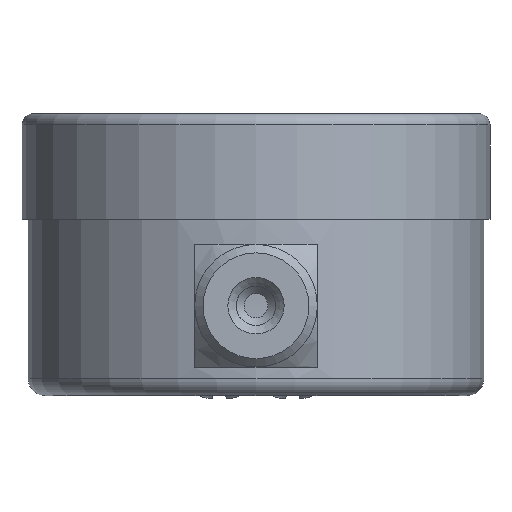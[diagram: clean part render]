
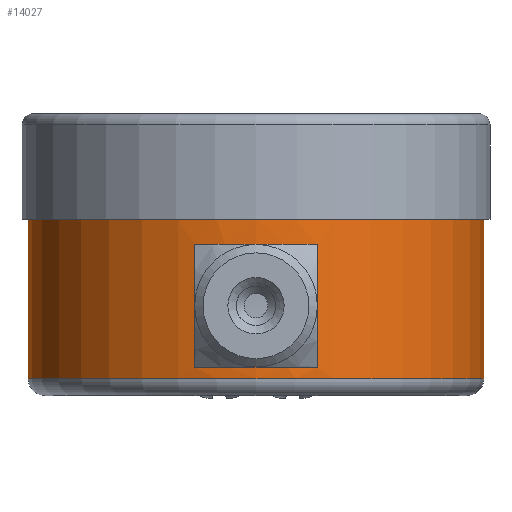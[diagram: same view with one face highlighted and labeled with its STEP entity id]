
A CAD part, front view. The second image highlights one B-rep face of the part: STEP entity #14027.
In plain terms, the highlighted cylindrical face has radius 20.536 mm (diameter 41.072 mm), a full revolution.
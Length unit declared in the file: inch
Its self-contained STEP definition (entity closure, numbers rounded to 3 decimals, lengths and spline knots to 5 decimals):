
#49 = EDGE_CURVE ( 'NONE', #141, #16095, #3216, .T. ) ;
#141 = VERTEX_POINT ( 'NONE', #11871 ) ;
#249 = FACE_OUTER_BOUND ( 'NONE', #9141, .T. ) ;
#308 = CARTESIAN_POINT ( 'NONE',  ( -0.2175, -0.7787, -0.899 ) ) ;
#1557 = VERTEX_POINT ( 'NONE', #7085 ) ;
#1828 = CARTESIAN_POINT ( 'NONE',  ( -0.2175, -0.7787, -0.464 ) ) ;
#1998 = CIRCLE ( 'NONE', #14500, 0.8085 ) ;
#2065 = ORIENTED_EDGE ( 'NONE', *, *, #49, .F. ) ;
#2277 = CARTESIAN_POINT ( 'NONE',  ( 0., 0., -0.375 ) ) ;
#2281 = DIRECTION ( 'NONE',  ( -1., 0., 0. ) ) ;
#2294 = EDGE_LOOP ( 'NONE', ( #13294, #8801, #7492, #2065 ) ) ;
#3216 = CIRCLE ( 'NONE', #5523, 0.8085 ) ;
#3992 = DIRECTION ( 'NONE',  ( 0., 0., -1. ) ) ;
#4156 = CARTESIAN_POINT ( 'NONE',  ( 0.2175, -0.7787, -1. ) ) ;
#4334 = DIRECTION ( 'NONE',  ( 0., 0., 1. ) ) ;
#4932 = CARTESIAN_POINT ( 'NONE',  ( 0., 0., -0.899 ) ) ;
#5240 = ORIENTED_EDGE ( 'NONE', *, *, #14806, .T. ) ;
#5523 = AXIS2_PLACEMENT_3D ( 'NONE', #11535, #8621, #11709 ) ;
#5625 = DIRECTION ( 'NONE',  ( 1., 0., 0. ) ) ;
#5866 = VECTOR ( 'NONE', #3992, 39.37008 ) ;
#5882 = CARTESIAN_POINT ( 'NONE',  ( 0., 0., -1. ) ) ;
#6540 = CARTESIAN_POINT ( 'NONE',  ( -0.2175, -0.7787, -1. ) ) ;
#6867 = FACE_BOUND ( 'NONE', #2294, .T. ) ;
#7085 = CARTESIAN_POINT ( 'NONE',  ( 0.8085, 0., -0.94 ) ) ;
#7492 = ORIENTED_EDGE ( 'NONE', *, *, #9877, .F. ) ;
#8386 = AXIS2_PLACEMENT_3D ( 'NONE', #16563, #11104, #5625 ) ;
#8621 = DIRECTION ( 'NONE',  ( 0., 0., -1. ) ) ;
#8789 = AXIS2_PLACEMENT_3D ( 'NONE', #4932, #11849, #2281 ) ;
#8790 = ORIENTED_EDGE ( 'NONE', *, *, #14967, .T. ) ;
#8801 = ORIENTED_EDGE ( 'NONE', *, *, #9743, .F. ) ;
#9141 = EDGE_LOOP ( 'NONE', ( #5240 ) ) ;
#9364 = EDGE_CURVE ( 'NONE', #16397, #141, #16636, .T. ) ;
#9594 = VERTEX_POINT ( 'NONE', #308 ) ;
#9676 = LINE ( 'NONE', #6540, #5866 ) ;
#9732 = CYLINDRICAL_SURFACE ( 'NONE', #12517, 0.8085 ) ;
#9743 = EDGE_CURVE ( 'NONE', #9594, #16397, #16616, .T. ) ;
#9877 = EDGE_CURVE ( 'NONE', #16095, #9594, #9676, .T. ) ;
#9881 = EDGE_LOOP ( 'NONE', ( #8790 ) ) ;
#11104 = DIRECTION ( 'NONE',  ( 0., 0., 1. ) ) ;
#11268 = DIRECTION ( 'NONE',  ( 0., 0., 1. ) ) ;
#11462 = DIRECTION ( 'NONE',  ( 1., 0., 0. ) ) ;
#11535 = CARTESIAN_POINT ( 'NONE',  ( 0., 0., -0.464 ) ) ;
#11709 = DIRECTION ( 'NONE',  ( 1., 0., 0. ) ) ;
#11849 = DIRECTION ( 'NONE',  ( 0., 0., 1. ) ) ;
#11871 = CARTESIAN_POINT ( 'NONE',  ( 0.2175, -0.7787, -0.464 ) ) ;
#12241 = VECTOR ( 'NONE', #4334, 39.37008 ) ;
#12282 = VERTEX_POINT ( 'NONE', #17833 ) ;
#12422 = FACE_OUTER_BOUND ( 'NONE', #9881, .T. ) ;
#12517 = AXIS2_PLACEMENT_3D ( 'NONE', #5882, #11268, #11462 ) ;
#13294 = ORIENTED_EDGE ( 'NONE', *, *, #9364, .F. ) ;
#13383 = DIRECTION ( 'NONE',  ( 1., 0., 0. ) ) ;
#14027 = ADVANCED_FACE ( 'NONE', ( #6867, #12422, #249 ), #9732, .T. ) ;
#14278 = CARTESIAN_POINT ( 'NONE',  ( 0.2175, -0.7787, -0.899 ) ) ;
#14500 = AXIS2_PLACEMENT_3D ( 'NONE', #2277, #17483, #13383 ) ;
#14806 = EDGE_CURVE ( 'NONE', #12282, #12282, #1998, .T. ) ;
#14967 = EDGE_CURVE ( 'NONE', #1557, #1557, #16231, .T. ) ;
#16095 = VERTEX_POINT ( 'NONE', #1828 ) ;
#16231 = CIRCLE ( 'NONE', #8386, 0.8085 ) ;
#16397 = VERTEX_POINT ( 'NONE', #14278 ) ;
#16563 = CARTESIAN_POINT ( 'NONE',  ( 0., 0., -0.94 ) ) ;
#16616 = CIRCLE ( 'NONE', #8789, 0.8085 ) ;
#16636 = LINE ( 'NONE', #4156, #12241 ) ;
#17483 = DIRECTION ( 'NONE',  ( 0., 0., -1. ) ) ;
#17833 = CARTESIAN_POINT ( 'NONE',  ( 0.8085, 0., -0.375 ) ) ;
